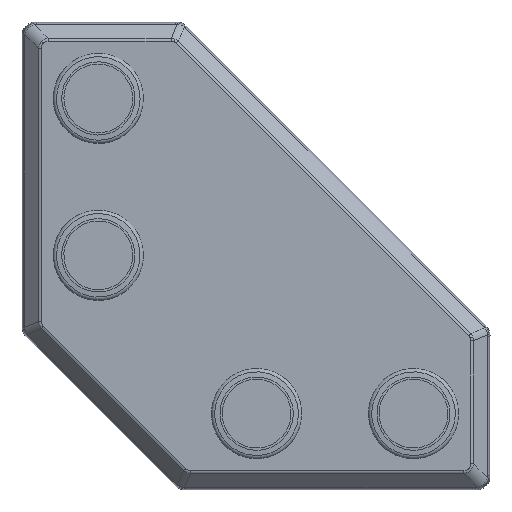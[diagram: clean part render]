
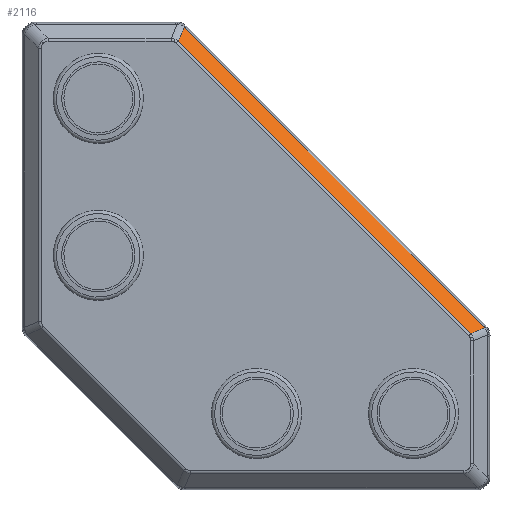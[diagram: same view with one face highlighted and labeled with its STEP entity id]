
A CAD part, top view. The second image highlights one B-rep face of the part: STEP entity #2116.
In plain terms, the highlighted face is planar.
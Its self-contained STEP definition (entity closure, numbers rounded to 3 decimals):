
#2116=ADVANCED_FACE('',(#3194),#3195,.T.);
#3194=FACE_OUTER_BOUND('',#10002,.T.);
#3195=PLANE('',#10003);
#10002=EDGE_LOOP('',(#20311,#20312,#20313,#20314,#20315,#20316));
#10003=AXIS2_PLACEMENT_3D('',#20317,#20318,#20319);
#20311=ORIENTED_EDGE('',*,*,#24006,.T.);
#20312=ORIENTED_EDGE('',*,*,#24000,.F.);
#20313=ORIENTED_EDGE('',*,*,#24157,.F.);
#20314=ORIENTED_EDGE('',*,*,#24158,.T.);
#20315=ORIENTED_EDGE('',*,*,#23995,.F.);
#20316=ORIENTED_EDGE('',*,*,#24159,.T.);
#20317=CARTESIAN_POINT('',(-42.4,0.5,-28.4));
#20318=DIRECTION('',(-0.707,0.707,0.0));
#20319=DIRECTION('',(0.707,0.707,0.0));
#23995=EDGE_CURVE('',#26322,#26324,#26325,.T.);
#24000=EDGE_CURVE('',#26329,#26331,#26332,.F.);
#24006=EDGE_CURVE('',#26334,#26331,#26342,.T.);
#24157=EDGE_CURVE('',#26572,#26329,#26573,.T.);
#24158=EDGE_CURVE('',#26572,#26324,#26574,.T.);
#24159=EDGE_CURVE('',#26322,#26334,#26575,.T.);
#26322=VERTEX_POINT('',#32269);
#26324=VERTEX_POINT('',#32279);
#26325=LINE('',#32280,#32281);
#26329=VERTEX_POINT('',#32291);
#26331=VERTEX_POINT('',#32293);
#26332=B_SPLINE_CURVE_WITH_KNOTS('',3,(#32294,#32295,#32296,#32297),.UNSPECIFIED.,.F.,.F.,(4,4),(0.0,1.0),.UNSPECIFIED.);
#26334=VERTEX_POINT('',#32299);
#26342=LINE('',#32329,#32330);
#26572=VERTEX_POINT('',#32894);
#26573=LINE('',#32895,#32896);
#26574=B_SPLINE_CURVE_WITH_KNOTS('',2,(#32897,#32898,#32899),.UNSPECIFIED.,.F.,.F.,(3,3),(0.0,1.0),.UNSPECIFIED.);
#26575=LINE('',#32900,#32901);
#32269=CARTESIAN_POINT('',(-38.193,4.707,52.732));
#32279=CARTESIAN_POINT('',(-41.806,1.094,54.229));
#32280=CARTESIAN_POINT('',(-40.218,2.682,53.571));
#32281=VECTOR('',#36082,1.0);
#32291=CARTESIAN_POINT('',(-41.824,1.076,-53.935));
#32293=CARTESIAN_POINT('',(-41.806,1.094,-54.229));
#32294=CARTESIAN_POINT('',(-41.806,1.094,-54.229));
#32295=CARTESIAN_POINT('',(-41.818,1.082,-54.131));
#32296=CARTESIAN_POINT('',(-41.824,1.076,-54.033));
#32297=CARTESIAN_POINT('',(-41.824,1.076,-53.935));
#32299=CARTESIAN_POINT('',(-38.193,4.707,-52.732));
#32329=CARTESIAN_POINT('',(-38.193,4.707,-52.732));
#32330=VECTOR('',#36094,1.0);
#32894=CARTESIAN_POINT('',(-41.824,1.076,53.935));
#32895=CARTESIAN_POINT('',(-41.824,1.076,-28.4));
#32896=VECTOR('',#36321,1.0);
#32897=CARTESIAN_POINT('',(-41.824,1.076,53.935));
#32898=CARTESIAN_POINT('',(-41.824,1.076,54.082));
#32899=CARTESIAN_POINT('',(-41.806,1.094,54.229));
#32900=CARTESIAN_POINT('',(-38.193,4.707,-28.4));
#32901=VECTOR('',#36322,1.0);
#36082=DIRECTION('',(-0.679,-0.679,0.281));
#36094=DIRECTION('',(-0.679,-0.679,-0.281));
#36321=DIRECTION('',(0.0,0.0,-1.0));
#36322=DIRECTION('',(0.0,0.0,-1.0));
